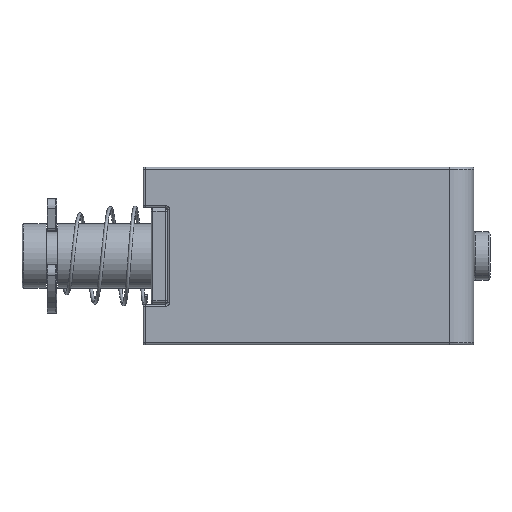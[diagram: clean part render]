
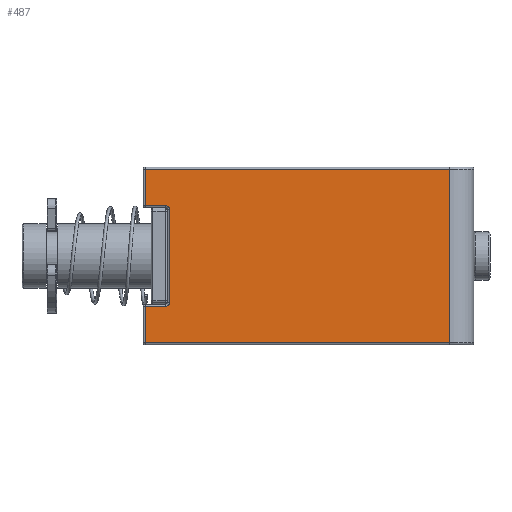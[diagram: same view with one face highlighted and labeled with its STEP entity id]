
A CAD part, front view. The second image highlights one B-rep face of the part: STEP entity #487.
In plain terms, the highlighted planar face has unit normal (0, -1, 0).
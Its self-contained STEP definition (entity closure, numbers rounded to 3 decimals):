
#487 = ADVANCED_FACE ( 'NONE', ( #4000 ), #2951, .F. ) ;
#1181 = CARTESIAN_POINT ( 'NONE',  ( 19., -12., 10.875 ) ) ;
#1198 = CARTESIAN_POINT ( 'NONE',  ( 1.4, -12., 2.375 ) ) ;
#1200 = CARTESIAN_POINT ( 'NONE',  ( 0.125, -12., 8.625 ) ) ;
#1202 = CARTESIAN_POINT ( 'NONE',  ( 0.125, -12., 10.875 ) ) ;
#1205 = CARTESIAN_POINT ( 'NONE',  ( 1.4, -12., 8.625 ) ) ;
#1206 = CARTESIAN_POINT ( 'NONE',  ( 1.625, -12., 2.6 ) ) ;
#1207 = CARTESIAN_POINT ( 'NONE',  ( 1.625, -12., 8.4 ) ) ;
#1216 = CARTESIAN_POINT ( 'NONE',  ( 19., -12., 0.125 ) ) ;
#1221 = CARTESIAN_POINT ( 'NONE',  ( 0.125, -12., 2.375 ) ) ;
#1224 = CARTESIAN_POINT ( 'NONE',  ( 0.125, -12., 0.125 ) ) ;
#1630 = EDGE_CURVE ( 'NONE', #5183, #5186, #3527, .T. ) ;
#1631 = EDGE_CURVE ( 'NONE', #5186, #5178, #3521, .T. ) ;
#1632 = EDGE_CURVE ( 'NONE', #5178, #5143, #3531, .T. ) ;
#1633 = EDGE_CURVE ( 'NONE', #5143, #5164, #3533, .T. ) ;
#1634 = EDGE_CURVE ( 'NONE', #5164, #5162, #3535, .T. ) ;
#1635 = EDGE_CURVE ( 'NONE', #5162, #5167, #3537, .T. ) ;
#1636 = EDGE_CURVE ( 'NONE', #5167, #5169, #3539, .T. ) ;
#1637 = EDGE_CURVE ( 'NONE', #5169, #5168, #3541, .T. ) ;
#1638 = EDGE_CURVE ( 'NONE', #5168, #5160, #3542, .T. ) ;
#1639 = EDGE_CURVE ( 'NONE', #5160, #5183, #3544, .T. ) ;
#1927 = CARTESIAN_POINT ( 'NONE',  ( 20.5, -12., 0.125 ) ) ;
#1937 = DIRECTION ( 'NONE',  ( 0., 0., -1. ) ) ;
#1944 = CARTESIAN_POINT ( 'NONE',  ( 0.125, -12., 11. ) ) ;
#1945 = CARTESIAN_POINT ( 'NONE',  ( 1.625, -12., 11. ) ) ;
#1946 = DIRECTION ( 'NONE',  ( 0., 0., -1. ) ) ;
#1947 = DIRECTION ( 'NONE',  ( 1., 0., 0. ) ) ;
#1948 = CARTESIAN_POINT ( 'NONE',  ( 19., -12., 11. ) ) ;
#1949 = DIRECTION ( 'NONE',  ( 0., 0., 1. ) ) ;
#1950 = CARTESIAN_POINT ( 'NONE',  ( 0., -12., 10.875 ) ) ;
#1951 = DIRECTION ( 'NONE',  ( -1., 0., 0. ) ) ;
#1952 = CARTESIAN_POINT ( 'NONE',  ( 0.125, -12., 11. ) ) ;
#1953 = DIRECTION ( 'NONE',  ( 0., 0., -1. ) ) ;
#1954 = CARTESIAN_POINT ( 'NONE',  ( 20.5, -12., 8.625 ) ) ;
#1955 = DIRECTION ( 'NONE',  ( 1., 0., 0. ) ) ;
#1956 = CARTESIAN_POINT ( 'NONE',  ( 20.5, -12., 2.375 ) ) ;
#1957 = DIRECTION ( 'NONE',  ( -1., 0., 0. ) ) ;
#1958 = CARTESIAN_POINT ( 'NONE',  ( 1.4, -12., 8.4 ) ) ;
#1959 = DIRECTION ( 'NONE',  ( 0., 1., 0. ) ) ;
#1960 = DIRECTION ( 'NONE',  ( -1., 0., 0. ) ) ;
#1963 = CARTESIAN_POINT ( 'NONE',  ( 1.4, -12., 2.6 ) ) ;
#1964 = DIRECTION ( 'NONE',  ( 0., 1., 0. ) ) ;
#1965 = DIRECTION ( 'NONE',  ( -1., 0., 0. ) ) ;
#2951 = PLANE ( 'NONE',  #4858 ) ;
#2952 = CARTESIAN_POINT ( 'NONE',  ( 20.5, -12., 11. ) ) ;
#2956 = DIRECTION ( 'NONE',  ( 0., 1., 0. ) ) ;
#2957 = DIRECTION ( 'NONE',  ( -1., 0., 0. ) ) ;
#3521 = LINE ( 'NONE', #1927, #3532 ) ;
#3527 = LINE ( 'NONE', #1944, #3530 ) ;
#3530 = VECTOR ( 'NONE', #1946, 1000. ) ;
#3531 = LINE ( 'NONE', #1948, #3534 ) ;
#3532 = VECTOR ( 'NONE', #1947, 1000. ) ;
#3533 = LINE ( 'NONE', #1950, #3536 ) ;
#3534 = VECTOR ( 'NONE', #1949, 1000. ) ;
#3535 = LINE ( 'NONE', #1952, #3538 ) ;
#3536 = VECTOR ( 'NONE', #1951, 1000. ) ;
#3537 = LINE ( 'NONE', #1954, #3540 ) ;
#3538 = VECTOR ( 'NONE', #1953, 1000. ) ;
#3539 = CIRCLE ( 'NONE', #6026, 0.225 ) ;
#3540 = VECTOR ( 'NONE', #1955, 1000. ) ;
#3541 = LINE ( 'NONE', #1945, #3543 ) ;
#3542 = CIRCLE ( 'NONE', #6027, 0.225 ) ;
#3543 = VECTOR ( 'NONE', #1937, 1000. ) ;
#3544 = LINE ( 'NONE', #1956, #3546 ) ;
#3546 = VECTOR ( 'NONE', #1957, 1000. ) ;
#4000 = FACE_OUTER_BOUND ( 'NONE', #6437, .T. ) ;
#4476 = ORIENTED_EDGE ( 'NONE', *, *, #1630, .T. ) ;
#4477 = ORIENTED_EDGE ( 'NONE', *, *, #1631, .T. ) ;
#4478 = ORIENTED_EDGE ( 'NONE', *, *, #1632, .T. ) ;
#4479 = ORIENTED_EDGE ( 'NONE', *, *, #1633, .T. ) ;
#4480 = ORIENTED_EDGE ( 'NONE', *, *, #1634, .T. ) ;
#4481 = ORIENTED_EDGE ( 'NONE', *, *, #1635, .T. ) ;
#4482 = ORIENTED_EDGE ( 'NONE', *, *, #1636, .T. ) ;
#4483 = ORIENTED_EDGE ( 'NONE', *, *, #1637, .T. ) ;
#4484 = ORIENTED_EDGE ( 'NONE', *, *, #1638, .T. ) ;
#4485 = ORIENTED_EDGE ( 'NONE', *, *, #1639, .T. ) ;
#4858 = AXIS2_PLACEMENT_3D ( 'NONE', #2952, #2956, #2957 ) ;
#5143 = VERTEX_POINT ( 'NONE', #1181 ) ;
#5160 = VERTEX_POINT ( 'NONE', #1198 ) ;
#5162 = VERTEX_POINT ( 'NONE', #1200 ) ;
#5164 = VERTEX_POINT ( 'NONE', #1202 ) ;
#5167 = VERTEX_POINT ( 'NONE', #1205 ) ;
#5168 = VERTEX_POINT ( 'NONE', #1206 ) ;
#5169 = VERTEX_POINT ( 'NONE', #1207 ) ;
#5178 = VERTEX_POINT ( 'NONE', #1216 ) ;
#5183 = VERTEX_POINT ( 'NONE', #1221 ) ;
#5186 = VERTEX_POINT ( 'NONE', #1224 ) ;
#6026 = AXIS2_PLACEMENT_3D ( 'NONE', #1958, #1959, #1960 ) ;
#6027 = AXIS2_PLACEMENT_3D ( 'NONE', #1963, #1964, #1965 ) ;
#6437 = EDGE_LOOP ( 'NONE', ( #4476, #4477, #4478, #4479, #4480, #4481, #4482, #4483, #4484, #4485 ) ) ;
